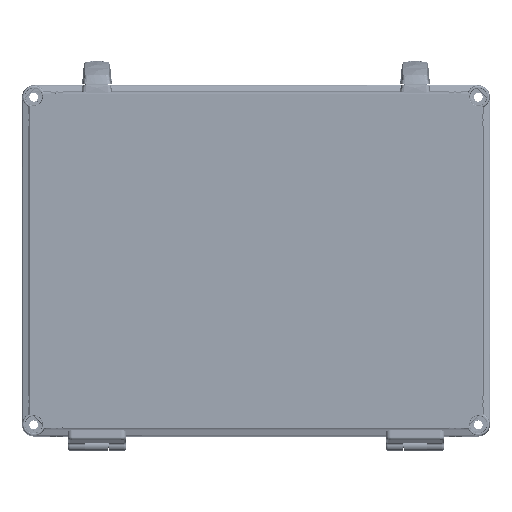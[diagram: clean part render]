
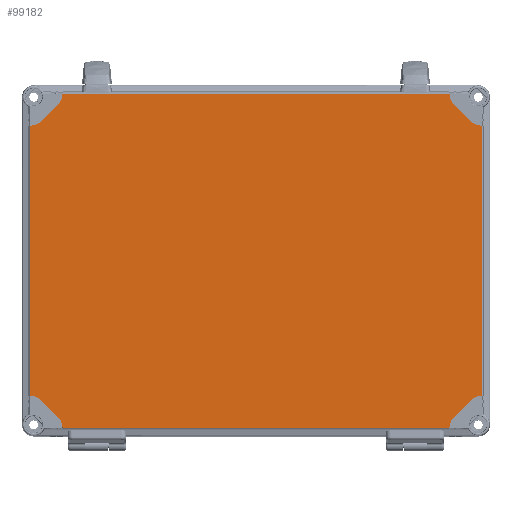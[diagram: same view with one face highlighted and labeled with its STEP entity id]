
A CAD part, top view. The second image highlights one B-rep face of the part: STEP entity #99182.
In plain terms, the highlighted planar face has unit normal (0, 0, 1).
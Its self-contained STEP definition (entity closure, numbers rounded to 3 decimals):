
#85024=CARTESIAN_POINT('',(-179.346,-143.3,30.));
#85025=DIRECTION('',(0.,0.,1.));
#85026=DIRECTION('',(0.999,0.032,0.));
#85027=AXIS2_PLACEMENT_3D('',#85024,#85025,#85026);
#85032=DIRECTION('',(-0.707,0.707,0.));
#85033=VECTOR('',#85032,19.734);
#85034=CARTESIAN_POINT('',(-169.447,-133.401,30.));
#85035=LINE('',#85034,#85033);
#85039=CARTESIAN_POINT('',(-193.3,-129.346,30.));
#85040=DIRECTION('',(0.,0.,1.));
#85041=DIRECTION('',(0.707,0.707,0.));
#85042=AXIS2_PLACEMENT_3D('',#85039,#85040,#85041);
#85047=CARTESIAN_POINT('',(-193.3,129.346,30.));
#85048=DIRECTION('',(0.,0.,1.));
#85049=DIRECTION('',(0.032,-0.999,0.));
#85050=AXIS2_PLACEMENT_3D('',#85047,#85048,#85049);
#85055=DIRECTION('',(0.707,0.707,0.));
#85056=VECTOR('',#85055,19.734);
#85057=CARTESIAN_POINT('',(-183.401,119.447,30.));
#85058=LINE('',#85057,#85056);
#85062=CARTESIAN_POINT('',(-179.346,143.3,30.));
#85063=DIRECTION('',(0.,0.,1.));
#85064=DIRECTION('',(0.707,-0.707,0.));
#85065=AXIS2_PLACEMENT_3D('',#85062,#85063,#85064);
#85070=DIRECTION('',(1.,0.,0.));
#85071=VECTOR('',#85070,330.707);
#85072=CARTESIAN_POINT('',(-165.353,142.851,30.));
#85073=LINE('',#85072,#85071);
#85077=CARTESIAN_POINT('',(179.346,143.3,30.));
#85078=DIRECTION('',(0.,0.,1.));
#85079=DIRECTION('',(-0.999,-0.032,0.));
#85080=AXIS2_PLACEMENT_3D('',#85077,#85078,#85079);
#85085=DIRECTION('',(0.707,-0.707,0.));
#85086=VECTOR('',#85085,19.734);
#85087=CARTESIAN_POINT('',(169.447,133.401,30.));
#85088=LINE('',#85087,#85086);
#85092=CARTESIAN_POINT('',(193.3,129.346,30.));
#85093=DIRECTION('',(0.,0.,1.));
#85094=DIRECTION('',(-0.707,-0.707,0.));
#85095=AXIS2_PLACEMENT_3D('',#85092,#85093,#85094);
#85100=CARTESIAN_POINT('',(193.3,-129.346,30.));
#85101=DIRECTION('',(0.,0.,1.));
#85102=DIRECTION('',(-0.032,0.999,0.));
#85103=AXIS2_PLACEMENT_3D('',#85100,#85101,#85102);
#85108=DIRECTION('',(-0.707,-0.707,0.));
#85109=VECTOR('',#85108,19.734);
#85110=CARTESIAN_POINT('',(183.401,-119.447,30.));
#85111=LINE('',#85110,#85109);
#85115=CARTESIAN_POINT('',(179.346,-143.3,30.));
#85116=DIRECTION('',(0.,0.,1.));
#85117=DIRECTION('',(-0.707,0.707,0.));
#85118=AXIS2_PLACEMENT_3D('',#85115,#85116,#85117);
#88444=DIRECTION('',(1.,0.,0.));
#88445=VECTOR('',#88444,330.707);
#88446=CARTESIAN_POINT('',(-165.353,-142.851,30.));
#88447=LINE('',#88446,#88445);
#88451=CARTESIAN_POINT('',(165.353,-142.851,30.));
#88482=CARTESIAN_POINT('',(-165.353,-142.851,30.));
#88508=DIRECTION('',(0.,1.,0.));
#88509=VECTOR('',#88508,230.707);
#88510=CARTESIAN_POINT('',(192.851,-115.353,30.));
#88511=LINE('',#88510,#88509);
#88579=CARTESIAN_POINT('',(-165.353,142.851,30.));
#88617=CARTESIAN_POINT('',(165.353,142.851,30.));
#88643=DIRECTION('',(0.,-1.,0.));
#88644=VECTOR('',#88643,230.707);
#88645=CARTESIAN_POINT('',(-192.851,115.353,30.));
#88646=LINE('',#88645,#88644);
#95564=CARTESIAN_POINT('',(169.447,133.401,30.));
#95565=CARTESIAN_POINT('',(183.401,119.447,30.));
#95566=VERTEX_POINT('',#95564);
#95567=VERTEX_POINT('',#95565);
#95584=CARTESIAN_POINT('',(-183.401,119.447,30.));
#95585=CARTESIAN_POINT('',(-169.447,133.401,30.));
#95586=VERTEX_POINT('',#95584);
#95587=VERTEX_POINT('',#95585);
#95600=CARTESIAN_POINT('',(183.401,-119.447,30.));
#95601=CARTESIAN_POINT('',(169.447,-133.401,30.));
#95602=VERTEX_POINT('',#95600);
#95603=VERTEX_POINT('',#95601);
#95612=CARTESIAN_POINT('',(-169.447,-133.401,30.));
#95613=CARTESIAN_POINT('',(-183.401,-119.447,30.));
#95614=VERTEX_POINT('',#95612);
#95615=VERTEX_POINT('',#95613);
#95922=VERTEX_POINT('',#88617);
#95934=CARTESIAN_POINT('',(192.851,-115.353,30.));
#95935=CARTESIAN_POINT('',(192.851,115.353,30.));
#95936=VERTEX_POINT('',#95934);
#95937=VERTEX_POINT('',#95935);
#95945=VERTEX_POINT('',#88579);
#95990=CARTESIAN_POINT('',(-192.851,115.353,30.));
#95991=CARTESIAN_POINT('',(-192.851,-115.353,30.));
#95992=VERTEX_POINT('',#95990);
#95993=VERTEX_POINT('',#95991);
#96046=VERTEX_POINT('',#88482);
#96047=VERTEX_POINT('',#88451);
#99143=CARTESIAN_POINT('',(0.,0.,30.));
#99144=DIRECTION('',(0.,0.,1.));
#99145=DIRECTION('',(1.,0.,0.));
#99146=AXIS2_PLACEMENT_3D('',#99143,#99144,#99145);
#99147=PLANE('',#99146);
#99149=ORIENTED_EDGE('',*,*,#99148,.F.);
#99151=ORIENTED_EDGE('',*,*,#99150,.T.);
#99153=ORIENTED_EDGE('',*,*,#99152,.T.);
#99155=ORIENTED_EDGE('',*,*,#99154,.T.);
#99157=ORIENTED_EDGE('',*,*,#99156,.F.);
#99159=ORIENTED_EDGE('',*,*,#99158,.T.);
#99161=ORIENTED_EDGE('',*,*,#99160,.T.);
#99163=ORIENTED_EDGE('',*,*,#99162,.T.);
#99165=ORIENTED_EDGE('',*,*,#99164,.T.);
#99167=ORIENTED_EDGE('',*,*,#99166,.T.);
#99169=ORIENTED_EDGE('',*,*,#99168,.T.);
#99171=ORIENTED_EDGE('',*,*,#99170,.T.);
#99173=ORIENTED_EDGE('',*,*,#99172,.F.);
#99175=ORIENTED_EDGE('',*,*,#99174,.T.);
#99177=ORIENTED_EDGE('',*,*,#99176,.T.);
#99179=ORIENTED_EDGE('',*,*,#99178,.T.);
#99180=EDGE_LOOP('',(#99149,#99151,#99153,#99155,#99157,#99159,#99161,#99163,
#99165,#99167,#99169,#99171,#99173,#99175,#99177,#99179));
#99181=FACE_OUTER_BOUND('',#99180,.F.);
#99182=ADVANCED_FACE('',(#99181),#99147,.T.);
#85028=CIRCLE('',#85027,14.);
#85043=CIRCLE('',#85042,14.);
#85051=CIRCLE('',#85050,14.);
#85066=CIRCLE('',#85065,14.);
#85081=CIRCLE('',#85080,14.);
#85096=CIRCLE('',#85095,14.);
#85104=CIRCLE('',#85103,14.);
#85119=CIRCLE('',#85118,14.);
#99148=EDGE_CURVE('',#96046,#96047,#88447,.T.);
#99150=EDGE_CURVE('',#96046,#95614,#85028,.T.);
#99152=EDGE_CURVE('',#95614,#95615,#85035,.T.);
#99154=EDGE_CURVE('',#95615,#95993,#85043,.T.);
#99156=EDGE_CURVE('',#95992,#95993,#88646,.T.);
#99158=EDGE_CURVE('',#95992,#95586,#85051,.T.);
#99160=EDGE_CURVE('',#95586,#95587,#85058,.T.);
#99162=EDGE_CURVE('',#95587,#95945,#85066,.T.);
#99164=EDGE_CURVE('',#95945,#95922,#85073,.T.);
#99166=EDGE_CURVE('',#95922,#95566,#85081,.T.);
#99168=EDGE_CURVE('',#95566,#95567,#85088,.T.);
#99170=EDGE_CURVE('',#95567,#95937,#85096,.T.);
#99172=EDGE_CURVE('',#95936,#95937,#88511,.T.);
#99174=EDGE_CURVE('',#95936,#95602,#85104,.T.);
#99176=EDGE_CURVE('',#95602,#95603,#85111,.T.);
#99178=EDGE_CURVE('',#95603,#96047,#85119,.T.);
